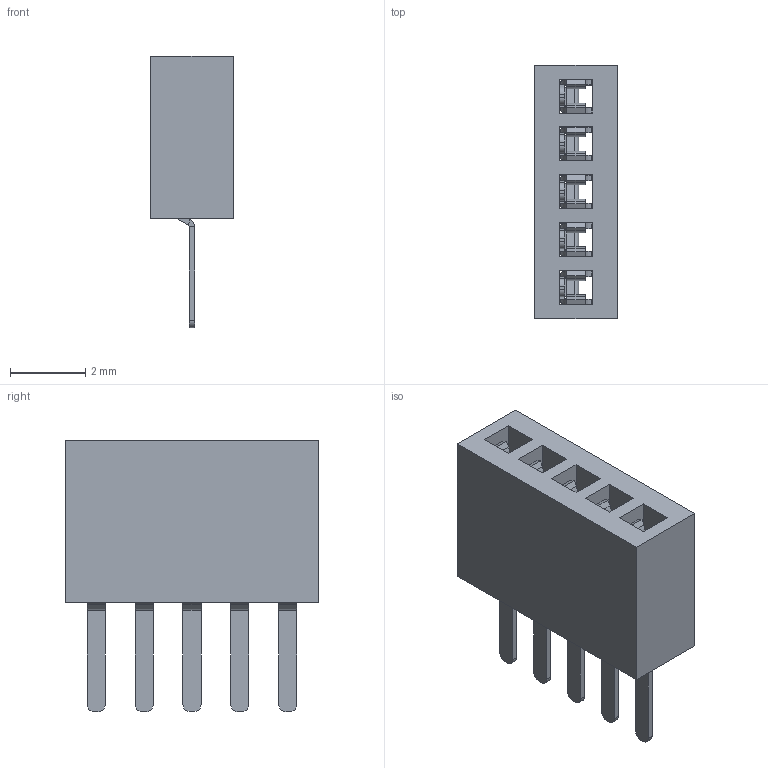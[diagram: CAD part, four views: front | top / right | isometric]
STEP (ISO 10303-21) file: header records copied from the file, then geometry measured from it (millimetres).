
FILE_DESCRIPTION(('FreeCAD Model'),'2;1');
FILE_NAME('socket1x14.step','2016-10-26T12:48:30',('Author'),(''), 'Open CASCADE STEP processor 6.8','FreeCAD','Unknown');
FILE_SCHEMA(('AUTOMOTIVE_DESIGN_CC2 { 1 2 10303 214 -1 1 5 4 }'));
Length unit declared in the file: millimetre
Products named in the file (2): ASSEMBLY; socket1x14
Assembly tree (1 placements, depth 2):
  ASSEMBLY
    socket1x14
Bounding box: 2.2 x 6.72 x 7.2 mm (x, y, z)
Volume: 52.5 mm3; surface area: 280.4 mm2
Topology: 6 solids, 6 shells, 436 faces, 1072 edges, 648 vertices
Faces by surface type: plane 306, cylinder 130
Entity records: 30725 total; most frequent: CARTESIAN_POINT 6582, DIRECTION 3832, LINE 2346, VECTOR 2346, ORIENTED_EDGE 2144, PCURVE 2144, DEFINITIONAL_REPRESENTATION 2144, EDGE_CURVE 1072
